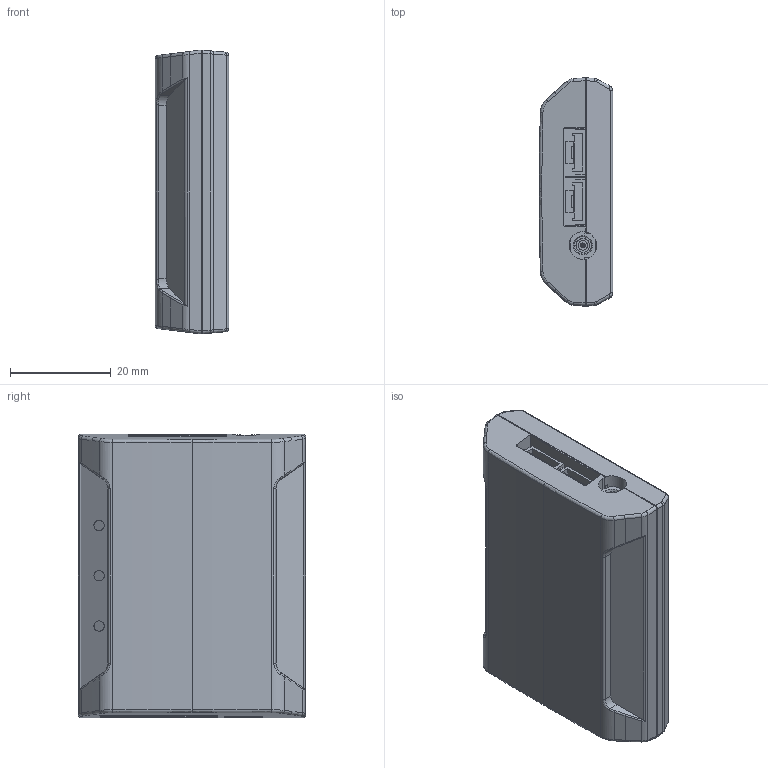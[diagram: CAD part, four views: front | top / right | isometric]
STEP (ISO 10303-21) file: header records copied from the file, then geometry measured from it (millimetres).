
FILE_DESCRIPTION(/* description */ (''),/* implementation_level */ '2;1');
FILE_NAME(/* name */ 'ReachM+ For customer.step',/* time_stamp */ '2018-04-06T12:57:28+03:00',/* author */ (''),/* organization */ (''),/* preprocessor_version */ 'ST-DEVELOPER v16.13',/* originating_system */ 'Autodesk Translation Framework v6.5.0.72',/* authorisation */ '');
FILE_SCHEMA (('AUTOMOTIVE_DESIGN { 1 0 10303 214 3 1 1 }'));
Length unit declared in the file: millimetre
Products named in the file (1): ReachM+ For customer
Bounding box: 14.62 x 45.3 x 56.4 mm (x, y, z)
Volume: 32159.2 mm3; surface area: 9743.8 mm2
Topology: 1 solids, 1 shells, 1020 faces, 2928 edges, 1878 vertices
Faces by surface type: plane 733, cylinder 193, bspline 72, cone 18, torus 4
Full cylindrical faces by diameter (mm): 0.57 x1, 0.96 x1, 1.88 x1, 2.7 x1, 2.75 x1, 3.45 x1, 3.68 x1, 4 x2
Entity records: 34920 total; most frequent: CARTESIAN_POINT 8075, ORIENTED_EDGE 5856, DIRECTION 5268, EDGE_CURVE 2928, LINE 2276, VECTOR 2276, VERTEX_POINT 1878, AXIS2_PLACEMENT_3D 1496
